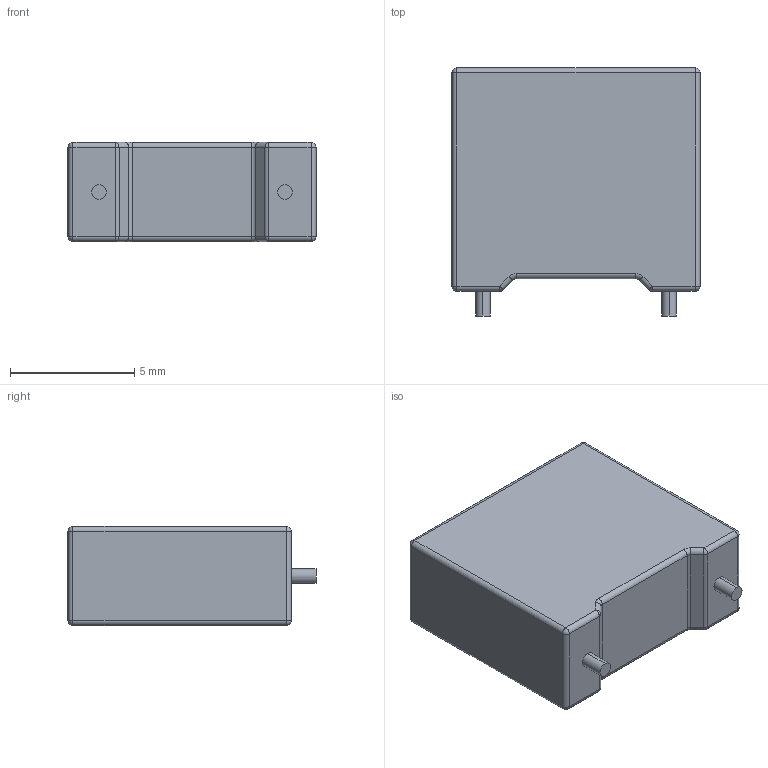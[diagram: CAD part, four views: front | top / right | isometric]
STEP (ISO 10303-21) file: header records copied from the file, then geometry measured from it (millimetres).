
FILE_DESCRIPTION (( 'STEP AP214' ), '1' );
FILE_NAME ('C DIP B4 H9 L10 p7_5 d06 V.STEP', '2014-02-20T11:42:46', ( 'Master' ), ( '' ), 'SwSTEP 2.0', 'SolidWorks 2013', '' );
FILE_SCHEMA (( 'AUTOMOTIVE_DESIGN' ));
Length unit declared in the file: millimetre
Products named in the file (1): C DIP B4 H9 L10 p7_5 d06 V
Bounding box: 10 x 10 x 4 mm (x, y, z)
Volume: 348.8 mm3; surface area: 323.8 mm2
Topology: 1 solids, 1 shells, 56 faces, 124 edges, 60 vertices
Faces by surface type: cylinder 28, plane 12, sphere 12, torus 4
Entity records: 1524 total; most frequent: DIRECTION 286, CARTESIAN_POINT 229, ORIENTED_EDGE 224, AXIS2_PLACEMENT_3D 117, EDGE_CURVE 112, VERTEX_POINT 60, CIRCLE 60, EDGE_LOOP 58
